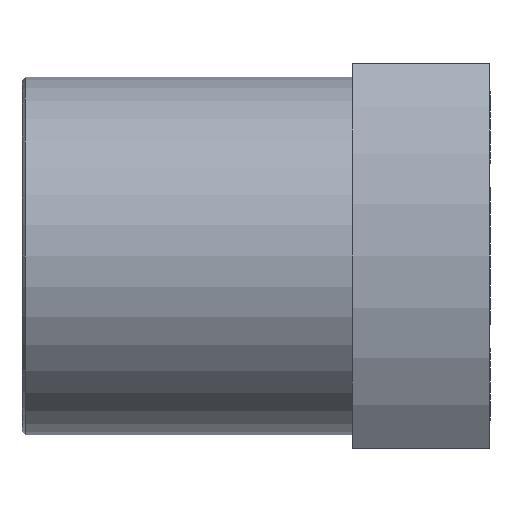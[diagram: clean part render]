
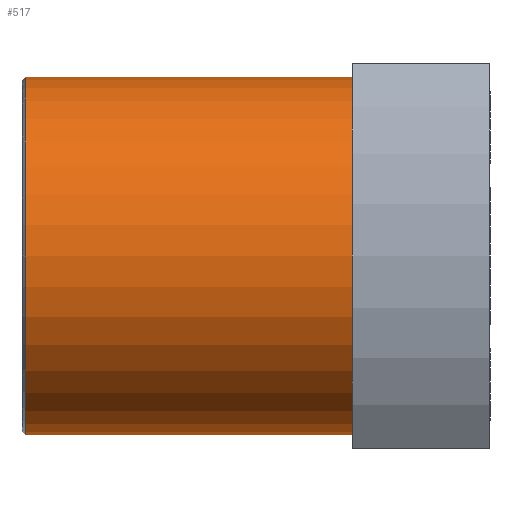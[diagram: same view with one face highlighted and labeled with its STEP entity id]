
A CAD part, front view. The second image highlights one B-rep face of the part: STEP entity #517.
In plain terms, the highlighted cylindrical face has radius 13 mm (diameter 26 mm), a partial arc.
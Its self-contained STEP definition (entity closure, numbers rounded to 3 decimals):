
#35 = EDGE_CURVE ( 'NONE', #559, #201, #467, .T. ) ;
#40 = CARTESIAN_POINT ( 'NONE',  ( 7.958, 0., 0. ) ) ;
#54 = DIRECTION ( 'NONE',  ( 1., 0., 0. ) ) ;
#61 = CARTESIAN_POINT ( 'NONE',  ( -105.275, 0., 13. ) ) ;
#162 = CARTESIAN_POINT ( 'NONE',  ( -15.792, 0., 0. ) ) ;
#188 = CIRCLE ( 'NONE', #606, 13. ) ;
#201 = VERTEX_POINT ( 'NONE', #227 ) ;
#220 = CARTESIAN_POINT ( 'NONE',  ( -105.275, 0., 0. ) ) ;
#225 = FACE_OUTER_BOUND ( 'NONE', #691, .T. ) ;
#227 = CARTESIAN_POINT ( 'NONE',  ( -15.792, 0., -13. ) ) ;
#228 = AXIS2_PLACEMENT_3D ( 'NONE', #40, #280, #760 ) ;
#242 = CARTESIAN_POINT ( 'NONE',  ( 7.958, 0., 13. ) ) ;
#274 = CARTESIAN_POINT ( 'NONE',  ( -105.275, 0., -13. ) ) ;
#280 = DIRECTION ( 'NONE',  ( -1., 0., 0. ) ) ;
#309 = ORIENTED_EDGE ( 'NONE', *, *, #377, .T. ) ;
#320 = LINE ( 'NONE', #61, #512 ) ;
#328 = CARTESIAN_POINT ( 'NONE',  ( -15.792, 0., 13. ) ) ;
#330 = ORIENTED_EDGE ( 'NONE', *, *, #581, .T. ) ;
#346 = DIRECTION ( 'NONE',  ( -1., 0., 0. ) ) ;
#350 = CARTESIAN_POINT ( 'NONE',  ( 7.958, 0., -13. ) ) ;
#377 = EDGE_CURVE ( 'NONE', #737, #380, #320, .T. ) ;
#380 = VERTEX_POINT ( 'NONE', #328 ) ;
#402 = DIRECTION ( 'NONE',  ( 0., 0., 1. ) ) ;
#405 = DIRECTION ( 'NONE',  ( -1., 0., 0. ) ) ;
#410 = CYLINDRICAL_SURFACE ( 'NONE', #624, 13. ) ;
#467 = LINE ( 'NONE', #274, #722 ) ;
#474 = CIRCLE ( 'NONE', #228, 13. ) ;
#477 = EDGE_CURVE ( 'NONE', #380, #201, #188, .T. ) ;
#512 = VECTOR ( 'NONE', #555, 1000. ) ;
#517 = ADVANCED_FACE ( 'NONE', ( #225 ), #410, .T. ) ;
#527 = DIRECTION ( 'NONE',  ( 0., 0., -1. ) ) ;
#546 = ORIENTED_EDGE ( 'NONE', *, *, #477, .T. ) ;
#555 = DIRECTION ( 'NONE',  ( -1., 0., 0. ) ) ;
#559 = VERTEX_POINT ( 'NONE', #350 ) ;
#581 = EDGE_CURVE ( 'NONE', #559, #737, #474, .T. ) ;
#606 = AXIS2_PLACEMENT_3D ( 'NONE', #162, #54, #527 ) ;
#624 = AXIS2_PLACEMENT_3D ( 'NONE', #220, #346, #402 ) ;
#691 = EDGE_LOOP ( 'NONE', ( #747, #330, #309, #546 ) ) ;
#722 = VECTOR ( 'NONE', #405, 1000. ) ;
#737 = VERTEX_POINT ( 'NONE', #242 ) ;
#747 = ORIENTED_EDGE ( 'NONE', *, *, #35, .F. ) ;
#760 = DIRECTION ( 'NONE',  ( 0., 0., 1. ) ) ;
